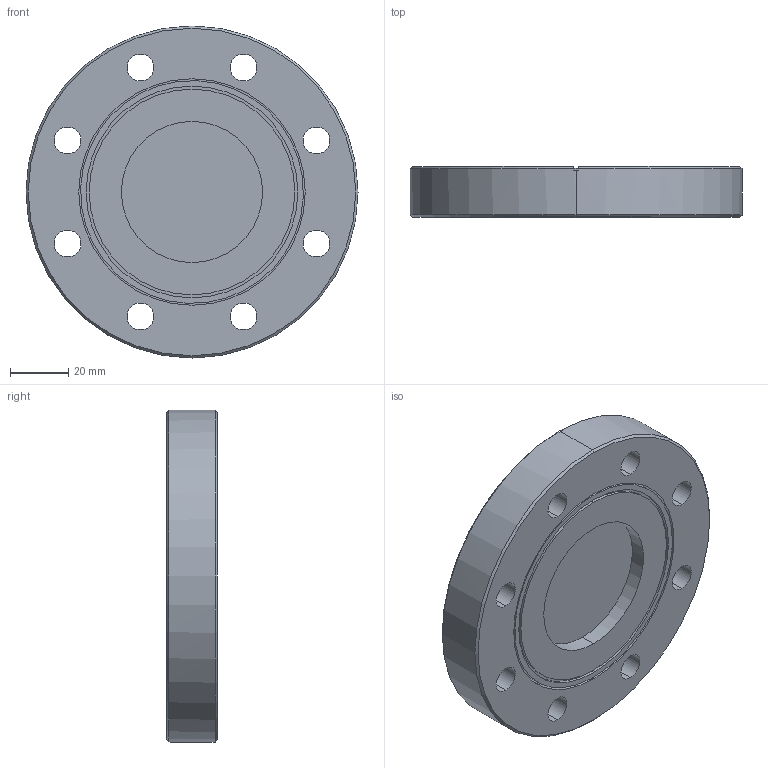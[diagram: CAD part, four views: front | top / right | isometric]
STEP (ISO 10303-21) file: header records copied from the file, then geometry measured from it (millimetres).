
FILE_DESCRIPTION (( 'STEP AP203' ), '1' );
FILE_NAME ('A4584-1-CF.STEP', '2011-10-03T20:08:36', ( '' ), ( '' ), 'SwSTEP 2.0', 'SolidWorks 2011', '' );
FILE_SCHEMA (( 'CONFIG_CONTROL_DESIGN' ));
Length unit declared in the file: inch
Products named in the file (1): A4584-1-CF
Bounding box: 113.54 x 17.27 x 113.54 mm (x, y, z)
Volume: 124692.2 mm3; surface area: 44411.7 mm2
Topology: 1 solids, 3 shells, 86 faces, 196 edges, 128 vertices
Faces by surface type: cylinder 54, plane 26, cone 6
Entity records: 2595 total; most frequent: DIRECTION 486, CARTESIAN_POINT 423, ORIENTED_EDGE 392, AXIS2_PLACEMENT_3D 207, EDGE_CURVE 196, VERTEX_POINT 128, CIRCLE 120, EDGE_LOOP 118
